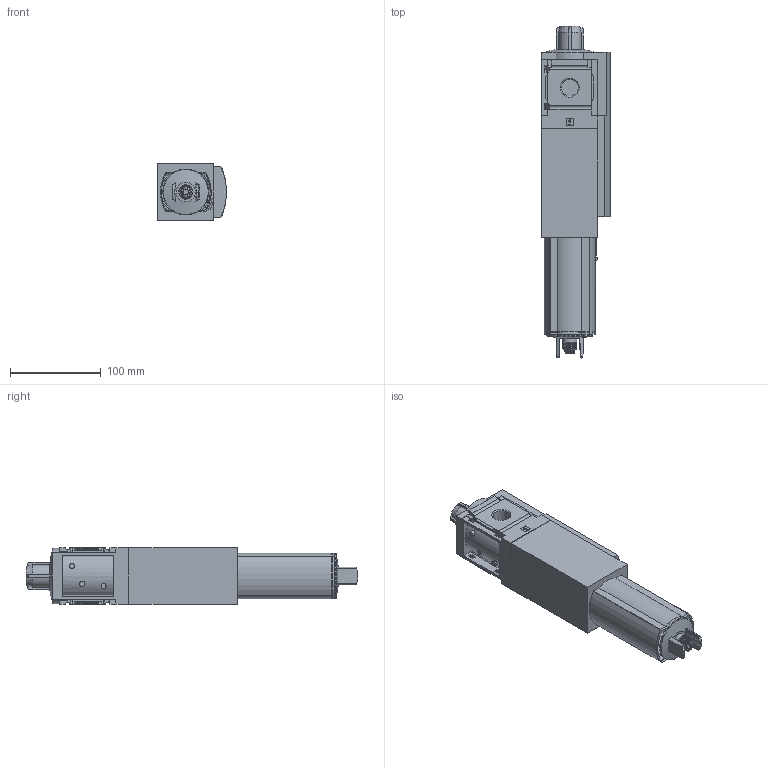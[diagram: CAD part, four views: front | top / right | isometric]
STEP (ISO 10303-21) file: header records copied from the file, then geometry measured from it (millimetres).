
FILE_DESCRIPTION(/* description */ ('STEP AP214'),/* implementation_level */ '2;1');
FILE_NAME(/* name */ '552925_MS6-LFM-1_2-BUV-HF-DA',/* time_stamp */ '2024-09-10T16:49:07+02:00',/* author */ ('License CC BY-ND 4.0'),/* organization */ ('CADENAS'),/* preprocessor_version */ 'ST-DEVELOPER v19.3',/* originating_system */ 'PARTsolutions',/* authorisation */ ' ');
FILE_SCHEMA (('AUTOMOTIVE_DESIGN {1 0 10303 214 3 1 1}'));
Length unit declared in the file: millimetre
Products named in the file (3): 552925 MS6-LFM-1/2-BUV-HF-DA; 527670 MS6-LFM-1/2-BUV-HF-DA0D; KOND MS6-2-3
Assembly tree (2 placements, depth 2):
  552925 MS6-LFM-1/2-BUV-HF-DA
    527670 MS6-LFM-1/2-BUV-HF-DA0D
    KOND MS6-2-3
Bounding box: 75.8 x 365.83 x 62 mm (x, y, z)
Volume: 1143541.8 mm3; surface area: 95661.5 mm2
Topology: 2 solids, 2 shells, 347 faces, 938 edges, 616 vertices
Faces by surface type: plane 227, cylinder 85, torus 23, cone 11, sphere 1
Full cylindrical faces by diameter (mm): 5.5 x2, 6 x1, 11 x1, 11.4 x1, 11.6 x1, 11.8 x1, 15.8 x1, 18.631 x2, 50.36 x1
Entity records: 13210 total; most frequent: CARTESIAN_POINT 2040, ORIENTED_EDGE 1786, DIRECTION 1777, EDGE_CURVE 893, VERTEX_POINT 609, LINE 605, VECTOR 605, AXIS2_PLACEMENT_3D 586
